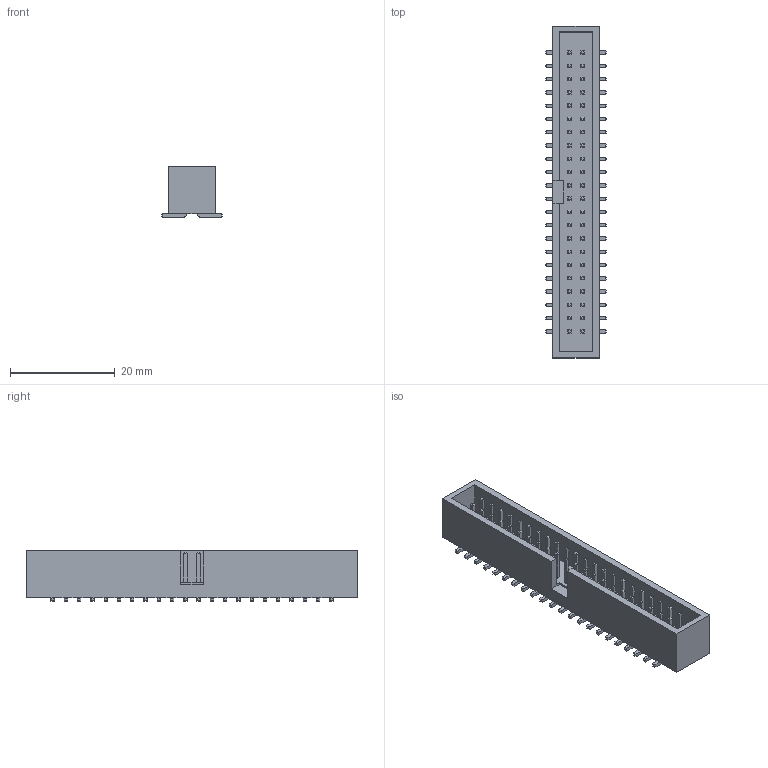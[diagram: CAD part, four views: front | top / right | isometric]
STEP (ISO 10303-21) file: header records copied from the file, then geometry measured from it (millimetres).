
FILE_DESCRIPTION(/* description */ ('model of IDC-Header_2x22_P2.54mm_Vertical_SMD'),/* implementation_level */ '2;1');
FILE_NAME(/* name */ 'IDC-Header_2x22_P2.54mm_Vertical_SMD.step',/* time_stamp */ '2024-03-28T10:42:23',/* author */ ('KiCAD','kicad'),/* organization */ ('OCCT'),/* preprocessor_version */ '',/* originating_system */ 'KiCAD',/* authorisation */ '');
FILE_SCHEMA(('AUTOMOTIVE_DESIGN { 1 0 10303 214 1 1 1 1 }'));
Length unit declared in the file: millimetre
Products named in the file (1): IDC-Header_2x22_P2.54mm_Vertical_SMD
Bounding box: 11.6 x 63.5 x 9.64 mm (x, y, z)
Volume: 2929.6 mm3; surface area: 4201.7 mm2
Topology: 1 solids, 1 shells, 852 faces, 2066 edges, 1260 vertices
Faces by surface type: plane 808, cylinder 44
Entity records: 34039 total; most frequent: CARTESIAN_POINT 4179, ORIENTED_EDGE 4132, DIRECTION 3860, EDGE_CURVE 2066, LINE 1978, VECTOR 1978, VERTEX_POINT 1260, PRESENTATION_STYLE_ASSIGNMENT 1116
